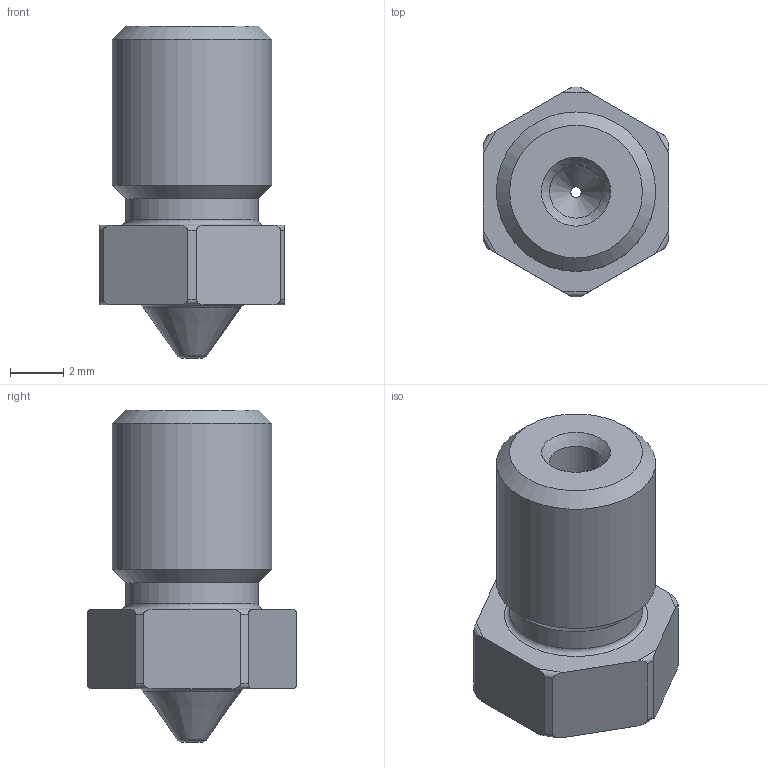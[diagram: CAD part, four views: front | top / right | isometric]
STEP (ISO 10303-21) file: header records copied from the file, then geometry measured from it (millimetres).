
FILE_DESCRIPTION(/* description */ (''),/* implementation_level */ '2;1');
FILE_NAME(/* name */ 'V6 0.4mm Nozzle (No Threads).step',/* time_stamp */ '2025-06-27T20:39:00-04:00',/* author */ (''),/* organization */ (''),/* preprocessor_version */ 'ST-DEVELOPER v20.1',/* originating_system */ 'Autodesk Translation Framework v14.10.0.0',/* authorisation */ '');
FILE_SCHEMA (('AUTOMOTIVE_DESIGN { 1 0 10303 214 3 1 1 }'));
Length unit declared in the file: millimetre
Products named in the file (1): (Unsaved)
Bounding box: 7 x 7.9 x 12.5 mm (x, y, z)
Volume: 300.8 mm3; surface area: 374.5 mm2
Topology: 1 solids, 1 shells, 40 faces, 99 edges, 63 vertices
Faces by surface type: cylinder 16, plane 16, cone 5, torus 3
Full cylindrical faces by diameter (mm): 0.4 x1, 2 x1, 5 x1, 6 x1
Entity records: 1230 total; most frequent: DIRECTION 223, CARTESIAN_POINT 203, ORIENTED_EDGE 198, EDGE_CURVE 99, AXIS2_PLACEMENT_3D 83, VERTEX_POINT 63, LINE 57, VECTOR 57
